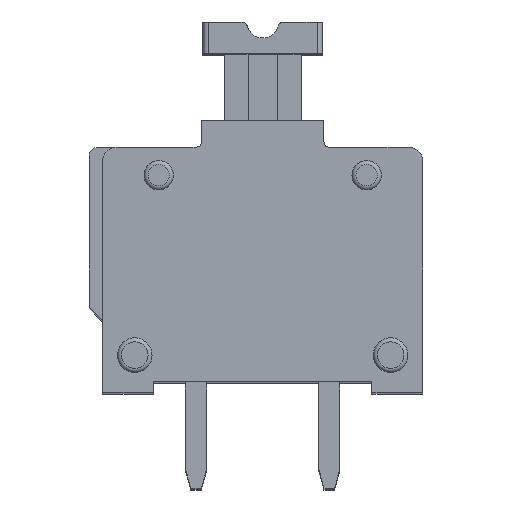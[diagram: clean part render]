
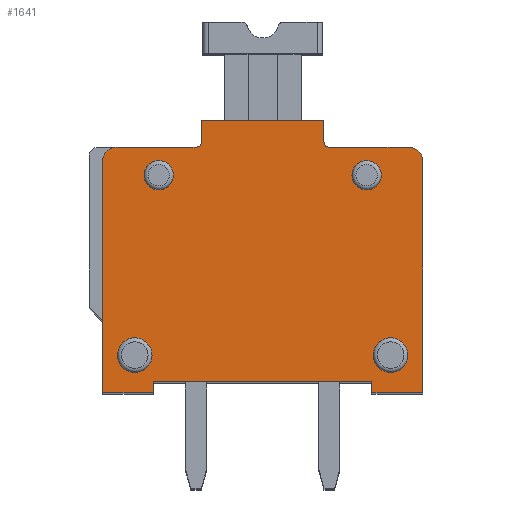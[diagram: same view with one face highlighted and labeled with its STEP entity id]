
A CAD part, top view. The second image highlights one B-rep face of the part: STEP entity #1641.
In plain terms, the highlighted planar face has unit normal (0, 0, 1).
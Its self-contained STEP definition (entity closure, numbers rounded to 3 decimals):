
#1641 = ADVANCED_FACE( '', ( #3606, #3607, #3608, #3609, #3610 ), #3611, .T. );
#3606 = FACE_OUTER_BOUND( '', #5886, .T. );
#3607 = FACE_BOUND( '', #5887, .T. );
#3608 = FACE_BOUND( '', #5888, .T. );
#3609 = FACE_BOUND( '', #5889, .T. );
#3610 = FACE_BOUND( '', #5890, .T. );
#3611 = PLANE( '', #5891 );
#5886 = EDGE_LOOP( '', ( #10733, #10734, #10735, #10736, #10737, #10738, #10739, #10740, #10741, #10742, #10743, #10744, #10745, #10746, #10747, #10748 ) );
#5887 = EDGE_LOOP( '', ( #10749 ) );
#5888 = EDGE_LOOP( '', ( #10750 ) );
#5889 = EDGE_LOOP( '', ( #10751 ) );
#5890 = EDGE_LOOP( '', ( #10752 ) );
#5891 = AXIS2_PLACEMENT_3D( '', #10753, #10754, #10755 );
#10733 = ORIENTED_EDGE( '', *, *, #15320, .T. );
#10734 = ORIENTED_EDGE( '', *, *, #15656, .T. );
#10735 = ORIENTED_EDGE( '', *, *, #15657, .F. );
#10736 = ORIENTED_EDGE( '', *, *, #15391, .F. );
#10737 = ORIENTED_EDGE( '', *, *, #15658, .F. );
#10738 = ORIENTED_EDGE( '', *, *, #15659, .T. );
#10739 = ORIENTED_EDGE( '', *, *, #14972, .F. );
#10740 = ORIENTED_EDGE( '', *, *, #15660, .F. );
#10741 = ORIENTED_EDGE( '', *, *, #14644, .T. );
#10742 = ORIENTED_EDGE( '', *, *, #14531, .T. );
#10743 = ORIENTED_EDGE( '', *, *, #13957, .T. );
#10744 = ORIENTED_EDGE( '', *, *, #15661, .T. );
#10745 = ORIENTED_EDGE( '', *, *, #15662, .T. );
#10746 = ORIENTED_EDGE( '', *, *, #15663, .F. );
#10747 = ORIENTED_EDGE( '', *, *, #15664, .T. );
#10748 = ORIENTED_EDGE( '', *, *, #13951, .F. );
#10749 = ORIENTED_EDGE( '', *, *, #15665, .F. );
#10750 = ORIENTED_EDGE( '', *, *, #15358, .F. );
#10751 = ORIENTED_EDGE( '', *, *, #13748, .F. );
#10752 = ORIENTED_EDGE( '', *, *, #15559, .F. );
#10753 = CARTESIAN_POINT( '', ( 5.954, 7.756, 3.54 ) );
#10754 = DIRECTION( '', ( 0., 0., 1. ) );
#10755 = DIRECTION( '', ( 1., 0., 0. ) );
#13748 = EDGE_CURVE( '', #16504, #16504, #16505, .T. );
#13951 = EDGE_CURVE( '', #16872, #16875, #16876, .T. );
#13957 = EDGE_CURVE( '', #16886, #16884, #16887, .T. );
#14531 = EDGE_CURVE( '', #17845, #16886, #17846, .T. );
#14644 = EDGE_CURVE( '', #18029, #17845, #18030, .T. );
#14972 = EDGE_CURVE( '', #18548, #18550, #18551, .T. );
#15320 = EDGE_CURVE( '', #16872, #19052, #19054, .T. );
#15358 = EDGE_CURVE( '', #19106, #19106, #19107, .T. );
#15391 = EDGE_CURVE( '', #19151, #19149, #19153, .T. );
#15559 = EDGE_CURVE( '', #19381, #19381, #19382, .T. );
#15656 = EDGE_CURVE( '', #19052, #19505, #19506, .T. );
#15657 = EDGE_CURVE( '', #19149, #19505, #19507, .T. );
#15658 = EDGE_CURVE( '', #19508, #19151, #19509, .T. );
#15659 = EDGE_CURVE( '', #19508, #18550, #19510, .T. );
#15660 = EDGE_CURVE( '', #18029, #18548, #19511, .T. );
#15661 = EDGE_CURVE( '', #16884, #19512, #19513, .T. );
#15662 = EDGE_CURVE( '', #19512, #19514, #19515, .T. );
#15663 = EDGE_CURVE( '', #19516, #19514, #19517, .T. );
#15664 = EDGE_CURVE( '', #19516, #16875, #19518, .T. );
#15665 = EDGE_CURVE( '', #19519, #19519, #19520, .T. );
#16504 = VERTEX_POINT( '', #20539 );
#16505 = CIRCLE( '', #20540, 0.65 );
#16872 = VERTEX_POINT( '', #21069 );
#16875 = VERTEX_POINT( '', #21073 );
#16876 = CIRCLE( '', #21074, 0.5 );
#16884 = VERTEX_POINT( '', #21084 );
#16886 = VERTEX_POINT( '', #21087 );
#16887 = LINE( '', #21088, #21089 );
#17845 = VERTEX_POINT( '', #22486 );
#17846 = CIRCLE( '', #22487, 0.2 );
#18029 = VERTEX_POINT( '', #22764 );
#18030 = LINE( '', #22765, #22766 );
#18548 = VERTEX_POINT( '', #23542 );
#18550 = VERTEX_POINT( '', #23545 );
#18551 = LINE( '', #23546, #23547 );
#19052 = VERTEX_POINT( '', #24298 );
#19054 = LINE( '', #24301, #24302 );
#19106 = VERTEX_POINT( '', #24415 );
#19107 = CIRCLE( '', #24416, 0.55 );
#19149 = VERTEX_POINT( '', #24477 );
#19151 = VERTEX_POINT( '', #24480 );
#19153 = LINE( '', #24483, #24484 );
#19381 = VERTEX_POINT( '', #24823 );
#19382 = CIRCLE( '', #24824, 0.55 );
#19505 = VERTEX_POINT( '', #25081 );
#19506 = LINE( '', #25082, #25083 );
#19507 = LINE( '', #25084, #25085 );
#19508 = VERTEX_POINT( '', #25086 );
#19509 = LINE( '', #25087, #25088 );
#19510 = LINE( '', #25089, #25090 );
#19511 = CIRCLE( '', #25091, 0.5 );
#19512 = VERTEX_POINT( '', #25092 );
#19513 = LINE( '', #25093, #25094 );
#19514 = VERTEX_POINT( '', #25095 );
#19515 = LINE( '', #25096, #25097 );
#19516 = VERTEX_POINT( '', #25098 );
#19517 = CIRCLE( '', #25099, 0.2 );
#19518 = LINE( '', #25100, #25101 );
#19519 = VERTEX_POINT( '', #25102 );
#19520 = CIRCLE( '', #25103, 0.65 );
#20539 = CARTESIAN_POINT( '', ( 1.85, 1.4, 3.54 ) );
#20540 = AXIS2_PLACEMENT_3D( '', #26301, #26302, #26303 );
#21069 = CARTESIAN_POINT( '', ( 0., 8.7, 3.54 ) );
#21073 = CARTESIAN_POINT( '', ( 0.5, 9.2, 3.54 ) );
#21074 = AXIS2_PLACEMENT_3D( '', #26500, #26501, #26502 );
#21084 = CARTESIAN_POINT( '', ( 8.3, 10.2, 3.54 ) );
#21087 = CARTESIAN_POINT( '', ( 8.3, 9.4, 3.54 ) );
#21088 = CARTESIAN_POINT( '', ( 8.3, 7.285, 3.54 ) );
#21089 = VECTOR( '', #26509, 1000. );
#22486 = CARTESIAN_POINT( '', ( 8.5, 9.2, 3.54 ) );
#22487 = AXIS2_PLACEMENT_3D( '', #27075, #27076, #27077 );
#22764 = CARTESIAN_POINT( '', ( 11.5, 9.2, 3.54 ) );
#22765 = CARTESIAN_POINT( '', ( 7.771, 9.2, 3.54 ) );
#22766 = VECTOR( '', #27196, 1000. );
#23542 = CARTESIAN_POINT( '', ( 12., 8.7, 3.54 ) );
#23545 = CARTESIAN_POINT( '', ( 12., 0., 3.54 ) );
#23546 = CARTESIAN_POINT( '', ( 12., 7.285, 3.54 ) );
#23547 = VECTOR( '', #27537, 1000. );
#24298 = CARTESIAN_POINT( '', ( 0., 0., 3.54 ) );
#24301 = CARTESIAN_POINT( '', ( 0., 7.285, 3.54 ) );
#24302 = VECTOR( '', #27873, 1000. );
#24415 = CARTESIAN_POINT( '', ( 10.45, 8.15, 3.54 ) );
#24416 = AXIS2_PLACEMENT_3D( '', #27902, #27903, #27904 );
#24477 = CARTESIAN_POINT( '', ( 1.9, 0.4, 3.54 ) );
#24480 = CARTESIAN_POINT( '', ( 10.1, 0.4, 3.54 ) );
#24483 = CARTESIAN_POINT( '', ( 7.771, 0.4, 3.54 ) );
#24484 = VECTOR( '', #27929, 1000. );
#24823 = CARTESIAN_POINT( '', ( 2.65, 8.15, 3.54 ) );
#24824 = AXIS2_PLACEMENT_3D( '', #28074, #28075, #28076 );
#25081 = CARTESIAN_POINT( '', ( 1.9, 0., 3.54 ) );
#25082 = CARTESIAN_POINT( '', ( 7.771, 0., 3.54 ) );
#25083 = VECTOR( '', #28151, 1000. );
#25084 = CARTESIAN_POINT( '', ( 1.9, 7.285, 3.54 ) );
#25085 = VECTOR( '', #28152, 1000. );
#25086 = CARTESIAN_POINT( '', ( 10.1, 0., 3.54 ) );
#25087 = CARTESIAN_POINT( '', ( 10.1, 7.285, 3.54 ) );
#25088 = VECTOR( '', #28153, 1000. );
#25089 = CARTESIAN_POINT( '', ( 7.771, 0., 3.54 ) );
#25090 = VECTOR( '', #28154, 1000. );
#25091 = AXIS2_PLACEMENT_3D( '', #28155, #28156, #28157 );
#25092 = CARTESIAN_POINT( '', ( 3.7, 10.2, 3.54 ) );
#25093 = CARTESIAN_POINT( '', ( 7.771, 10.2, 3.54 ) );
#25094 = VECTOR( '', #28158, 1000. );
#25095 = CARTESIAN_POINT( '', ( 3.7, 9.4, 3.54 ) );
#25096 = CARTESIAN_POINT( '', ( 3.7, 7.285, 3.54 ) );
#25097 = VECTOR( '', #28159, 1000. );
#25098 = CARTESIAN_POINT( '', ( 3.5, 9.2, 3.54 ) );
#25099 = AXIS2_PLACEMENT_3D( '', #28160, #28161, #28162 );
#25100 = CARTESIAN_POINT( '', ( 7.771, 9.2, 3.54 ) );
#25101 = VECTOR( '', #28163, 1000. );
#25102 = CARTESIAN_POINT( '', ( 11.45, 1.4, 3.54 ) );
#25103 = AXIS2_PLACEMENT_3D( '', #28164, #28165, #28166 );
#26301 = CARTESIAN_POINT( '', ( 1.2, 1.4, 3.54 ) );
#26302 = DIRECTION( '', ( 0., 0., 1. ) );
#26303 = DIRECTION( '', ( 1., 0., 0. ) );
#26500 = CARTESIAN_POINT( '', ( 0.5, 8.7, 3.54 ) );
#26501 = DIRECTION( '', ( 0., 0., -1. ) );
#26502 = DIRECTION( '', ( -1., 0., 0. ) );
#26509 = DIRECTION( '', ( 0., 1., 0. ) );
#27075 = CARTESIAN_POINT( '', ( 8.5, 9.4, 3.54 ) );
#27076 = DIRECTION( '', ( 0., 0., -1. ) );
#27077 = DIRECTION( '', ( -1., 0., 0. ) );
#27196 = DIRECTION( '', ( -1., 0., 0. ) );
#27537 = DIRECTION( '', ( 0., -1., 0. ) );
#27873 = DIRECTION( '', ( 0., -1., 0. ) );
#27902 = CARTESIAN_POINT( '', ( 9.9, 8.15, 3.54 ) );
#27903 = DIRECTION( '', ( 0., 0., 1. ) );
#27904 = DIRECTION( '', ( 1., 0., 0. ) );
#27929 = DIRECTION( '', ( -1., 0., 0. ) );
#28074 = CARTESIAN_POINT( '', ( 2.1, 8.15, 3.54 ) );
#28075 = DIRECTION( '', ( 0., 0., 1. ) );
#28076 = DIRECTION( '', ( 1., 0., 0. ) );
#28151 = DIRECTION( '', ( 1., 0., 0. ) );
#28152 = DIRECTION( '', ( 0., -1., 0. ) );
#28153 = DIRECTION( '', ( 0., 1., 0. ) );
#28154 = DIRECTION( '', ( 1., 0., 0. ) );
#28155 = CARTESIAN_POINT( '', ( 11.5, 8.7, 3.54 ) );
#28156 = DIRECTION( '', ( 0., 0., -1. ) );
#28157 = DIRECTION( '', ( -1., 0., 0. ) );
#28158 = DIRECTION( '', ( -1., 0., 0. ) );
#28159 = DIRECTION( '', ( 0., -1., 0. ) );
#28160 = CARTESIAN_POINT( '', ( 3.5, 9.4, 3.54 ) );
#28161 = DIRECTION( '', ( 0., 0., 1. ) );
#28162 = DIRECTION( '', ( 1., 0., 0. ) );
#28163 = DIRECTION( '', ( -1., 0., 0. ) );
#28164 = CARTESIAN_POINT( '', ( 10.8, 1.4, 3.54 ) );
#28165 = DIRECTION( '', ( 0., 0., 1. ) );
#28166 = DIRECTION( '', ( 1., 0., 0. ) );
